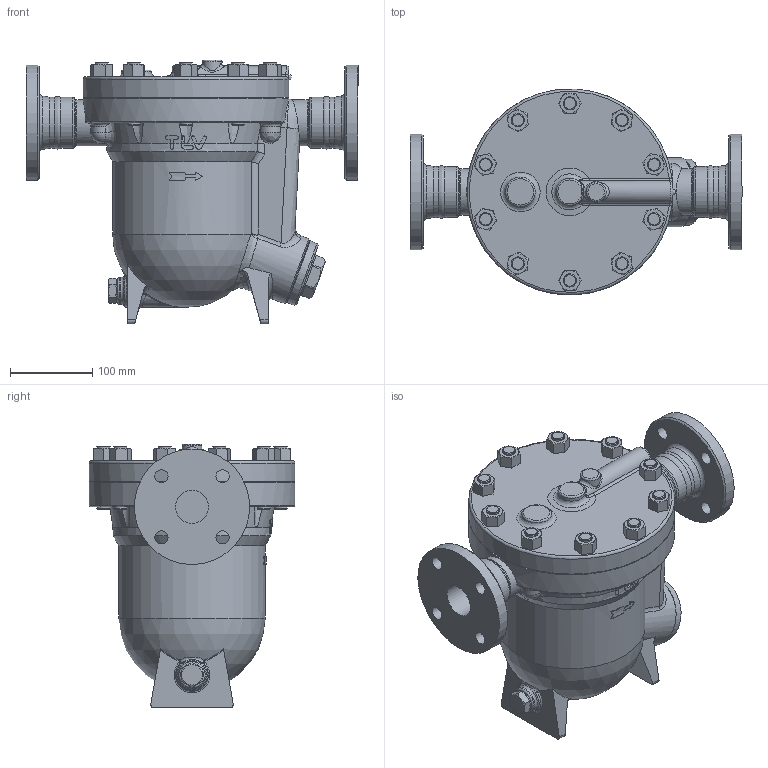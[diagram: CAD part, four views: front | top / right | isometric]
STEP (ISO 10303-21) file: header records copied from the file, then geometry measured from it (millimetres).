
FILE_DESCRIPTION((''),'2;1');
FILE_NAME('j72rb-040-jis10-00.stp','2010-08-24T16:08:43',('nakaot'),(''),'Autodesk Inventor 2008','Autodesk Inventor 2008','');
FILE_SCHEMA(('AUTOMOTIVE_DESIGN { 1 0 10303 214 1 1 1 1 }'));
Length unit declared in the file: millimetre
Products named in the file (1): j72rb-040-jis10-00
Bounding box: 403 x 250 x 320 mm (x, y, z)
Volume: 9667685.2 mm3; surface area: 489125.1 mm2
Topology: 5 solids, 5 shells, 506 faces, 1206 edges, 746 vertices
Faces by surface type: plane 164, bspline 114, cone 110, cylinder 101, torus 13, sphere 4
Full cylindrical faces by diameter (mm): 13.835 x2, 16 x30, 24 x1, 26 x1, 32 x1, 40 x1, 56 x2, 62 x3, 78 x1, 80 x1, 84 x1, 140 x1, 150 x1, 250 x2
Entity records: 23820 total; most frequent: CARTESIAN_POINT 13693, ORIENTED_EDGE 2106, DIRECTION 1876, EDGE_CURVE 1053, AXIS2_PLACEMENT_3D 814, VERTEX_POINT 716, EDGE_LOOP 701, FACE_OUTER_BOUND 506
